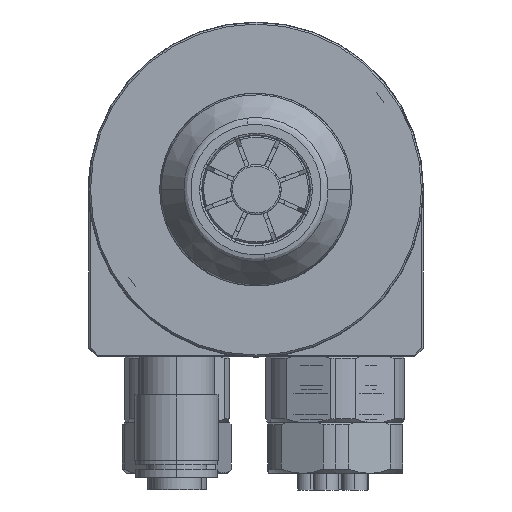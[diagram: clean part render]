
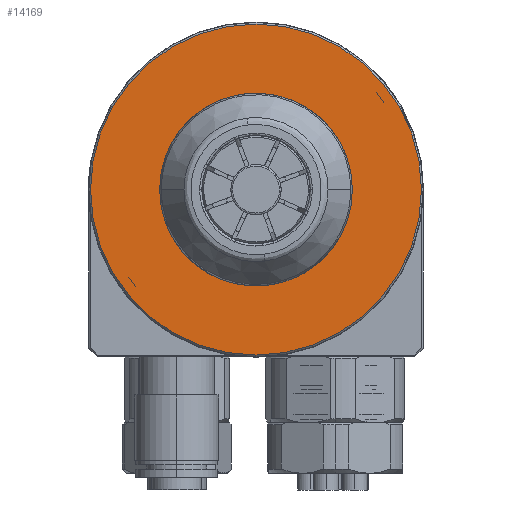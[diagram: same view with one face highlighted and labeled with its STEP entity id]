
A CAD part, left-side view. The second image highlights one B-rep face of the part: STEP entity #14169.
In plain terms, the highlighted planar face has unit normal (-1, 0, 0).
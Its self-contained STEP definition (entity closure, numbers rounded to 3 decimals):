
#515 = FACE_BOUND ( 'NONE', #2262, .T. ) ;
#1663 = CARTESIAN_POINT ( 'NONE',  ( -169.1, 0., 0. ) ) ;
#1846 = ORIENTED_EDGE ( 'NONE', *, *, #16623, .F. ) ;
#2168 = DIRECTION ( 'NONE',  ( -1., 0., 0. ) ) ;
#2262 = EDGE_LOOP ( 'NONE', ( #1846, #3132 ) ) ;
#2706 = AXIS2_PLACEMENT_3D ( 'NONE', #15964, #2168, #18250 ) ;
#2822 = DIRECTION ( 'NONE',  ( 1., 0., 0. ) ) ;
#3132 = ORIENTED_EDGE ( 'NONE', *, *, #7755, .F. ) ;
#3927 = ORIENTED_EDGE ( 'NONE', *, *, #4508, .F. ) ;
#3961 = DIRECTION ( 'NONE',  ( 0., 0., 1. ) ) ;
#4461 = CIRCLE ( 'NONE', #2706, 10.2 ) ;
#4508 = EDGE_CURVE ( 'NONE', #10695, #27165, #16523, .T. ) ;
#5346 = DIRECTION ( 'NONE',  ( 1., 0., 0. ) ) ;
#5380 = CIRCLE ( 'NONE', #26051, 10.2 ) ;
#6517 = VERTEX_POINT ( 'NONE', #14777 ) ;
#6805 = VERTEX_POINT ( 'NONE', #20373 ) ;
#7243 = CIRCLE ( 'NONE', #9932, 19.75 ) ;
#7546 = CARTESIAN_POINT ( 'NONE',  ( -169.1, -16.025, 11.883 ) ) ;
#7755 = EDGE_CURVE ( 'NONE', #6805, #6517, #4461, .T. ) ;
#9932 = AXIS2_PLACEMENT_3D ( 'NONE', #26703, #12909, #29037 ) ;
#10695 = VERTEX_POINT ( 'NONE', #18433 ) ;
#12732 = FACE_OUTER_BOUND ( 'NONE', #16151, .T. ) ;
#12909 = DIRECTION ( 'NONE',  ( 1., 0., 0. ) ) ;
#14169 = ADVANCED_FACE ( 'NONE', ( #12732, #515 ), #19063, .F. ) ;
#14777 = CARTESIAN_POINT ( 'NONE',  ( -169.1, 0., 10.2 ) ) ;
#15964 = CARTESIAN_POINT ( 'NONE',  ( -169.1, 0., 0. ) ) ;
#16151 = EDGE_LOOP ( 'NONE', ( #3927, #22273 ) ) ;
#16371 = AXIS2_PLACEMENT_3D ( 'NONE', #7546, #5346, #21445 ) ;
#16523 = CIRCLE ( 'NONE', #16892, 19.75 ) ;
#16619 = CARTESIAN_POINT ( 'NONE',  ( -169.1, 0., 0. ) ) ;
#16623 = EDGE_CURVE ( 'NONE', #6517, #6805, #5380, .T. ) ;
#16892 = AXIS2_PLACEMENT_3D ( 'NONE', #16619, #2822, #18921 ) ;
#17736 = DIRECTION ( 'NONE',  ( -1., 0., 0. ) ) ;
#17785 = EDGE_CURVE ( 'NONE', #27165, #10695, #7243, .T. ) ;
#18250 = DIRECTION ( 'NONE',  ( 0., 0., 1. ) ) ;
#18433 = CARTESIAN_POINT ( 'NONE',  ( -169.1, 0., -19.75 ) ) ;
#18921 = DIRECTION ( 'NONE',  ( 0., 0., -1. ) ) ;
#19063 = PLANE ( 'NONE',  #16371 ) ;
#19520 = CARTESIAN_POINT ( 'NONE',  ( -169.1, 0., 19.75 ) ) ;
#20373 = CARTESIAN_POINT ( 'NONE',  ( -169.1, 0., -10.2 ) ) ;
#21445 = DIRECTION ( 'NONE',  ( 0., 1., 0. ) ) ;
#22273 = ORIENTED_EDGE ( 'NONE', *, *, #17785, .F. ) ;
#26051 = AXIS2_PLACEMENT_3D ( 'NONE', #1663, #17736, #3961 ) ;
#26703 = CARTESIAN_POINT ( 'NONE',  ( -169.1, 0., 0. ) ) ;
#27165 = VERTEX_POINT ( 'NONE', #19520 ) ;
#29037 = DIRECTION ( 'NONE',  ( 0., 0., -1. ) ) ;
